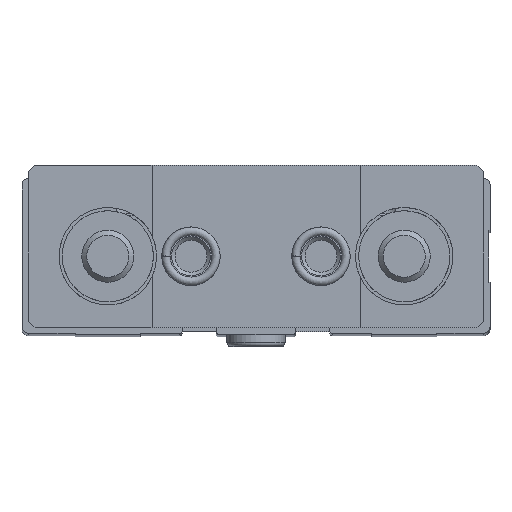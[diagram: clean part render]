
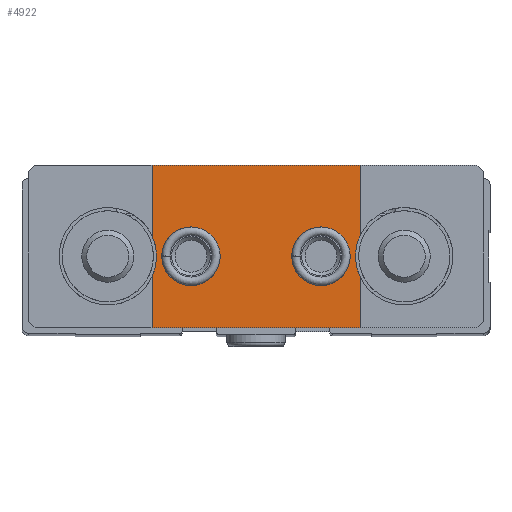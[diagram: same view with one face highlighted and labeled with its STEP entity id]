
A CAD part, top view. The second image highlights one B-rep face of the part: STEP entity #4922.
In plain terms, the highlighted planar face has unit normal (0, 0, 1).
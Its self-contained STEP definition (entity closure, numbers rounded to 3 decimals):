
#167=PLANE('',#5480);
#520=CIRCLE('',#5481,4.5);
#521=CIRCLE('',#5482,4.5);
#522=CIRCLE('',#5483,7.5);
#523=CIRCLE('',#5484,7.5);
#1472=ORIENTED_EDGE('',*,*,#2380,.F.);
#1473=ORIENTED_EDGE('',*,*,#2381,.F.);
#1474=ORIENTED_EDGE('',*,*,#2285,.T.);
#1475=ORIENTED_EDGE('',*,*,#2382,.T.);
#1476=ORIENTED_EDGE('',*,*,#2287,.T.);
#1477=ORIENTED_EDGE('',*,*,#2361,.T.);
#1478=ORIENTED_EDGE('',*,*,#2301,.T.);
#1479=ORIENTED_EDGE('',*,*,#2383,.T.);
#1480=ORIENTED_EDGE('',*,*,#2303,.T.);
#1481=ORIENTED_EDGE('',*,*,#2353,.T.);
#2285=EDGE_CURVE('',#2847,#2846,#3228,.T.);
#2287=EDGE_CURVE('',#2848,#2849,#3230,.T.);
#2301=EDGE_CURVE('',#2862,#2861,#3238,.T.);
#2303=EDGE_CURVE('',#2863,#2864,#3240,.T.);
#2353=EDGE_CURVE('',#2864,#2847,#3276,.T.);
#2361=EDGE_CURVE('',#2849,#2862,#3284,.T.);
#2380=EDGE_CURVE('',#2907,#2907,#520,.T.);
#2381=EDGE_CURVE('',#2908,#2908,#521,.T.);
#2382=EDGE_CURVE('',#2846,#2848,#522,.F.);
#2383=EDGE_CURVE('',#2861,#2863,#523,.F.);
#2846=VERTEX_POINT('',#8141);
#2847=VERTEX_POINT('',#8143);
#2848=VERTEX_POINT('',#8147);
#2849=VERTEX_POINT('',#8148);
#2861=VERTEX_POINT('',#8192);
#2862=VERTEX_POINT('',#8194);
#2863=VERTEX_POINT('',#8198);
#2864=VERTEX_POINT('',#8199);
#2907=VERTEX_POINT('',#8354);
#2908=VERTEX_POINT('',#8356);
#3228=LINE('',#8142,#3559);
#3230=LINE('',#8146,#3561);
#3238=LINE('',#8193,#3569);
#3240=LINE('',#8197,#3571);
#3276=LINE('',#8309,#3607);
#3284=LINE('',#8323,#3615);
#3559=VECTOR('',#6582,1000.);
#3561=VECTOR('',#6586,1000.);
#3569=VECTOR('',#6604,1000.);
#3571=VECTOR('',#6608,1000.);
#3607=VECTOR('',#6688,1000.);
#3615=VECTOR('',#6700,1000.);
#3950=EDGE_LOOP('',(#1472));
#3951=EDGE_LOOP('',(#1473));
#3952=EDGE_LOOP('',(#1474,#1475,#1476,#1477,#1478,#1479,#1480,#1481));
#4439=FACE_BOUND('',#3950,.T.);
#4440=FACE_BOUND('',#3951,.T.);
#4441=FACE_BOUND('',#3952,.T.);
#4922=ADVANCED_FACE('',(#4439,#4440,#4441),#167,.T.);
#5480=AXIS2_PLACEMENT_3D('',#8352,#6732,#6733);
#5481=AXIS2_PLACEMENT_3D('',#8353,#6734,#6735);
#5482=AXIS2_PLACEMENT_3D('',#8355,#6736,#6737);
#5483=AXIS2_PLACEMENT_3D('',#8357,#6738,#6739);
#5484=AXIS2_PLACEMENT_3D('',#8358,#6740,#6741);
#6582=DIRECTION('',(0.,-1.,0.));
#6586=DIRECTION('',(0.,-1.,0.));
#6604=DIRECTION('',(0.,1.,0.));
#6608=DIRECTION('',(0.,1.,0.));
#6688=DIRECTION('',(-1.,0.,0.));
#6700=DIRECTION('',(1.,0.,0.));
#6732=DIRECTION('',(0.,0.,1.));
#6733=DIRECTION('',(1.,0.,0.));
#6734=DIRECTION('',(0.,0.,1.));
#6735=DIRECTION('',(1.,0.,0.));
#6736=DIRECTION('',(0.,0.,1.));
#6737=DIRECTION('',(1.,0.,0.));
#6738=DIRECTION('',(0.,0.,1.));
#6739=DIRECTION('',(1.,0.,0.));
#6740=DIRECTION('',(0.,0.,1.));
#6741=DIRECTION('',(1.,0.,0.));
#8141=CARTESIAN_POINT('',(-16.,3.164,22.));
#8142=CARTESIAN_POINT('',(-16.,0.,22.));
#8143=CARTESIAN_POINT('',(-16.,14.,22.));
#8146=CARTESIAN_POINT('',(-16.,0.,22.));
#8147=CARTESIAN_POINT('',(-16.,-3.164,22.));
#8148=CARTESIAN_POINT('',(-16.,-11.,22.));
#8192=CARTESIAN_POINT('',(16.,-3.164,22.));
#8193=CARTESIAN_POINT('',(16.,0.,22.));
#8194=CARTESIAN_POINT('',(16.,-11.,22.));
#8197=CARTESIAN_POINT('',(16.,0.,22.));
#8198=CARTESIAN_POINT('',(16.,3.164,22.));
#8199=CARTESIAN_POINT('',(16.,14.,22.));
#8309=CARTESIAN_POINT('',(35.,14.,22.));
#8323=CARTESIAN_POINT('',(-35.,-11.,22.));
#8352=CARTESIAN_POINT('',(0.,0.,22.));
#8353=CARTESIAN_POINT('',(-10.,0.,22.));
#8354=CARTESIAN_POINT('',(-5.5,0.,22.));
#8355=CARTESIAN_POINT('',(10.,0.,22.));
#8356=CARTESIAN_POINT('',(14.5,0.,22.));
#8357=CARTESIAN_POINT('',(-22.8,0.,22.));
#8358=CARTESIAN_POINT('',(22.8,0.,22.));
